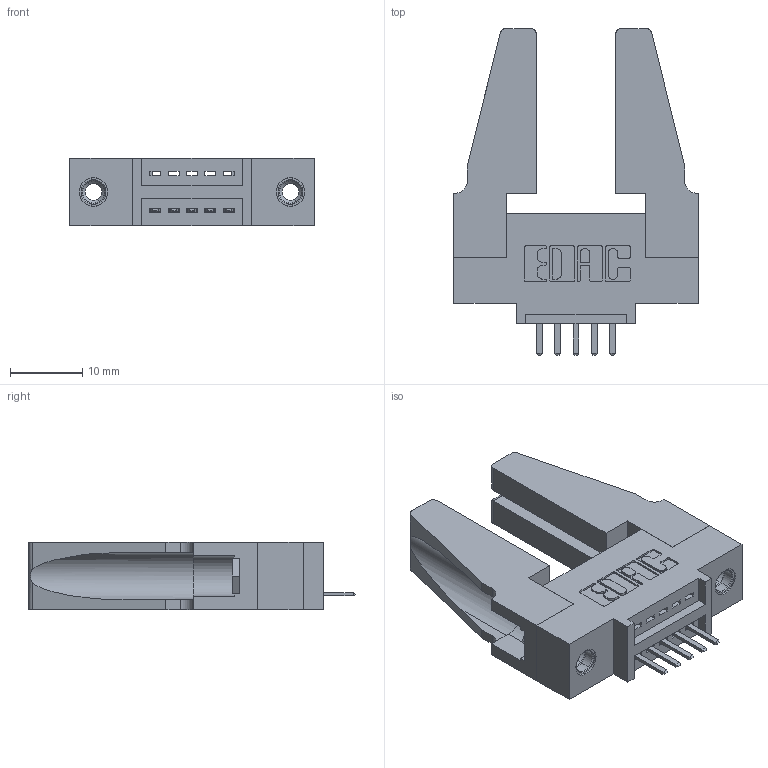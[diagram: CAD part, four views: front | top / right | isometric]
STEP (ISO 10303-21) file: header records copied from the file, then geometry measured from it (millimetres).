
FILE_DESCRIPTION (( 'STEP AP203' ), '1' );
FILE_NAME ('345-005-520-488.STEP', '2019-10-03T13:50:03', ( '' ), ( '' ), 'SwSTEP 2.0', 'SolidWorks 2016', '' );
FILE_SCHEMA (( 'CONFIG_CONTROL_DESIGN' ));
Length unit declared in the file: inch
Products named in the file (5): 345-250-001_345-250-001-102; 345-220-078_345-220-088; 345-292-001_345-293-120; 345 Part_0.110 Offset - 0.156 Dia-TH; 345-005-520-488
Assembly tree (10 placements, depth 2):
  345-005-520-488
    345 Part_0.110 Offset - 0.156 Dia-TH
    345-292-001_345-293-120  x5
    345-250-001_345-250-001-102  x2
    345-220-078_345-220-088  x2
Bounding box: 33.93 x 45.34 x 9.4 mm (x, y, z)
Volume: 6084.8 mm3; surface area: 6425.1 mm2
Topology: 10 solids, 10 shells, 564 faces, 1587 edges, 1034 vertices
Faces by surface type: plane 366, cylinder 182, cone 12, torus 4
Entity records: 11138 total; most frequent: CARTESIAN_POINT 1933, ORIENTED_EDGE 1820, DIRECTION 1736, EDGE_CURVE 910, VECTOR 712, LINE 712, VERTEX_POINT 598, AXIS2_PLACEMENT_3D 512
